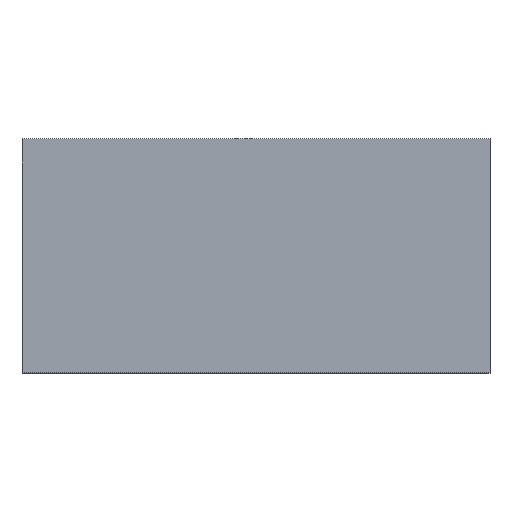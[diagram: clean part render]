
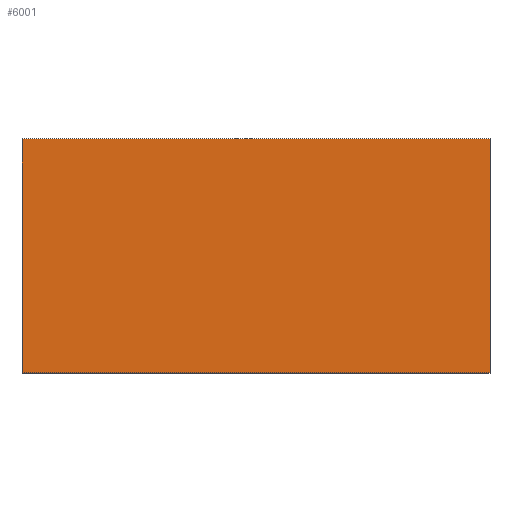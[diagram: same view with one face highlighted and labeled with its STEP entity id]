
A CAD part, top view. The second image highlights one B-rep face of the part: STEP entity #6001.
In plain terms, the highlighted planar face has unit normal (0, 0, 1).
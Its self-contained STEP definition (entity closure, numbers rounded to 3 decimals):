
#1407=ORIENTED_EDGE('',*,*,#2041,.T.);
#1408=ORIENTED_EDGE('',*,*,#2045,.T.);
#1409=ORIENTED_EDGE('',*,*,#2048,.T.);
#1410=ORIENTED_EDGE('',*,*,#2050,.T.);
#2041=EDGE_CURVE('',#2468,#2467,#3029,.T.);
#2045=EDGE_CURVE('',#2467,#2470,#3033,.T.);
#2048=EDGE_CURVE('',#2470,#2472,#3036,.T.);
#2050=EDGE_CURVE('',#2472,#2468,#3038,.T.);
#2467=VERTEX_POINT('',#8928);
#2468=VERTEX_POINT('',#8930);
#2470=VERTEX_POINT('',#8936);
#2472=VERTEX_POINT('',#8942);
#3029=LINE('',#8929,#3595);
#3033=LINE('',#8937,#3599);
#3036=LINE('',#8943,#3602);
#3038=LINE('',#8946,#3604);
#3595=VECTOR('',#7515,1000.);
#3599=VECTOR('',#7521,1000.);
#3602=VECTOR('',#7526,1000.);
#3604=VECTOR('',#7530,1000.);
#3851=EDGE_LOOP('',(#1407,#1408,#1409,#1410));
#4099=FACE_BOUND('',#3851,.T.);
#4309=PLANE('',#6348);
#6001=ADVANCED_FACE('',(#4099),#4309,.T.);
#6348=AXIS2_PLACEMENT_3D('',#8947,#7531,#7532);
#7515=DIRECTION('',(0.,-1.,0.));
#7521=DIRECTION('',(1.,0.,0.));
#7526=DIRECTION('',(0.,1.,0.));
#7530=DIRECTION('',(-1.,0.,0.));
#7531=DIRECTION('',(0.,0.,1.));
#7532=DIRECTION('',(1.,0.,0.));
#8928=CARTESIAN_POINT('',(-0.8,-0.4,0.22));
#8929=CARTESIAN_POINT('',(-0.8,0.4,0.22));
#8930=CARTESIAN_POINT('',(-0.8,0.4,0.22));
#8936=CARTESIAN_POINT('',(0.8,-0.4,0.22));
#8937=CARTESIAN_POINT('',(-0.8,-0.4,0.22));
#8942=CARTESIAN_POINT('',(0.8,0.4,0.22));
#8943=CARTESIAN_POINT('',(0.8,-0.4,0.22));
#8946=CARTESIAN_POINT('',(0.8,0.4,0.22));
#8947=CARTESIAN_POINT('',(0.,0.,0.22));
